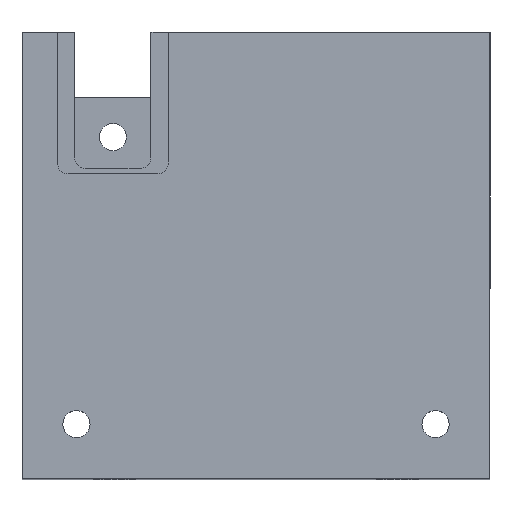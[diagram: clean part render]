
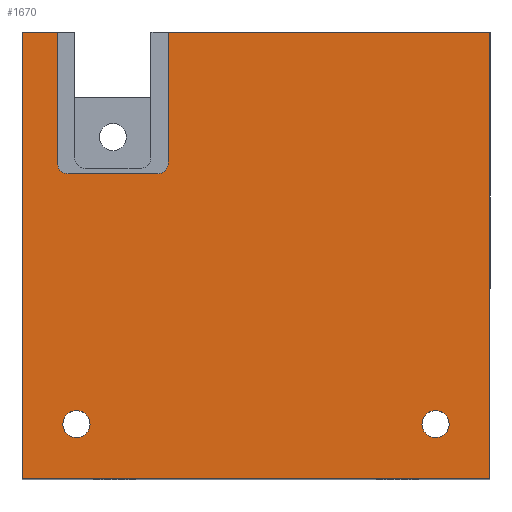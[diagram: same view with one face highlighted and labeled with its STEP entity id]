
A CAD part, top view. The second image highlights one B-rep face of the part: STEP entity #1670.
In plain terms, the highlighted planar face has unit normal (0, 0, 1).
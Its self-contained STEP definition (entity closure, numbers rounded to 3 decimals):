
#8 = VECTOR ( 'NONE', #877, 1000. ) ;
#14 = ORIENTED_EDGE ( 'NONE', *, *, #1024, .T. ) ;
#22 = VERTEX_POINT ( 'NONE', #1515 ) ;
#42 = DIRECTION ( 'NONE',  ( 1., 0., 0. ) ) ;
#55 = ORIENTED_EDGE ( 'NONE', *, *, #1112, .F. ) ;
#66 = LINE ( 'NONE', #1064, #116 ) ;
#116 = VECTOR ( 'NONE', #923, 1000. ) ;
#157 = ORIENTED_EDGE ( 'NONE', *, *, #1672, .F. ) ;
#169 = DIRECTION ( 'NONE',  ( 0., 0., 1. ) ) ;
#184 = VERTEX_POINT ( 'NONE', #1022 ) ;
#232 = CARTESIAN_POINT ( 'NONE',  ( -9.05, 6., 9. ) ) ;
#251 = CARTESIAN_POINT ( 'NONE',  ( -21.5, 19., 9. ) ) ;
#259 = CARTESIAN_POINT ( 'NONE',  ( 0., 0., 9. ) ) ;
#281 = PLANE ( 'NONE',  #1016 ) ;
#321 = CARTESIAN_POINT ( 'NONE',  ( -8.05, 19., 9. ) ) ;
#324 = LINE ( 'NONE', #754, #8 ) ;
#331 = ORIENTED_EDGE ( 'NONE', *, *, #1441, .F. ) ;
#347 = CIRCLE ( 'NONE', #1542, 1.25 ) ;
#362 = DIRECTION ( 'NONE',  ( 1., 0., 0. ) ) ;
#373 = EDGE_CURVE ( 'NONE', #1680, #1025, #558, .T. ) ;
#378 = CARTESIAN_POINT ( 'NONE',  ( 16.5, -17., 9. ) ) ;
#385 = DIRECTION ( 'NONE',  ( 1., 0., 0. ) ) ;
#408 = VERTEX_POINT ( 'NONE', #1410 ) ;
#422 = CARTESIAN_POINT ( 'NONE',  ( -17.75, -17., 9. ) ) ;
#441 = VERTEX_POINT ( 'NONE', #480 ) ;
#445 = VERTEX_POINT ( 'NONE', #232 ) ;
#452 = CARTESIAN_POINT ( 'NONE',  ( -15.25, -17., 9. ) ) ;
#462 = EDGE_CURVE ( 'NONE', #22, #445, #1125, .T. ) ;
#466 = FACE_BOUND ( 'NONE', #1134, .T. ) ;
#480 = CARTESIAN_POINT ( 'NONE',  ( -18.25, 19., 9. ) ) ;
#489 = VECTOR ( 'NONE', #1451, 1000. ) ;
#503 = EDGE_CURVE ( 'NONE', #632, #1501, #1405, .T. ) ;
#505 = VERTEX_POINT ( 'NONE', #251 ) ;
#509 = AXIS2_PLACEMENT_3D ( 'NONE', #838, #169, #42 ) ;
#515 = CARTESIAN_POINT ( 'NONE',  ( -21.5, 19., 9. ) ) ;
#517 = ORIENTED_EDGE ( 'NONE', *, *, #677, .F. ) ;
#520 = DIRECTION ( 'NONE',  ( 1., 0., 0. ) ) ;
#537 = CARTESIAN_POINT ( 'NONE',  ( 21.5, 19., 9. ) ) ;
#549 = CARTESIAN_POINT ( 'NONE',  ( -18.25, 19., 9. ) ) ;
#558 = CIRCLE ( 'NONE', #1088, 1.25 ) ;
#598 = ORIENTED_EDGE ( 'NONE', *, *, #462, .T. ) ;
#606 = CARTESIAN_POINT ( 'NONE',  ( 16.5, -17., 9. ) ) ;
#616 = CIRCLE ( 'NONE', #1477, 1.25 ) ;
#632 = VERTEX_POINT ( 'NONE', #1023 ) ;
#640 = LINE ( 'NONE', #321, #1172 ) ;
#666 = VERTEX_POINT ( 'NONE', #1284 ) ;
#675 = DIRECTION ( 'NONE',  ( 1., 0., 0. ) ) ;
#676 = CARTESIAN_POINT ( 'NONE',  ( -8.05, 19., 9. ) ) ;
#677 = EDGE_CURVE ( 'NONE', #1094, #1150, #347, .T. ) ;
#700 = DIRECTION ( 'NONE',  ( -1., 0., 0. ) ) ;
#710 = LINE ( 'NONE', #549, #1005 ) ;
#746 = LINE ( 'NONE', #537, #489 ) ;
#754 = CARTESIAN_POINT ( 'NONE',  ( -8.05, 6., 9. ) ) ;
#763 = CARTESIAN_POINT ( 'NONE',  ( -16.5, -17., 9. ) ) ;
#785 = EDGE_CURVE ( 'NONE', #441, #505, #1335, .T. ) ;
#799 = CARTESIAN_POINT ( 'NONE',  ( 15.25, -17., 9. ) ) ;
#801 = CARTESIAN_POINT ( 'NONE',  ( 17.75, -17., 9. ) ) ;
#803 = DIRECTION ( 'NONE',  ( 1., 0., 0. ) ) ;
#818 = VECTOR ( 'NONE', #700, 1000. ) ;
#822 = CARTESIAN_POINT ( 'NONE',  ( -21.5, 19., 9. ) ) ;
#832 = FACE_BOUND ( 'NONE', #932, .T. ) ;
#838 = CARTESIAN_POINT ( 'NONE',  ( -16.5, -17., 9. ) ) ;
#877 = DIRECTION ( 'NONE',  ( 1., 0., 0. ) ) ;
#889 = AXIS2_PLACEMENT_3D ( 'NONE', #1401, #895, #1185 ) ;
#895 = DIRECTION ( 'NONE',  ( 0., 0., -1. ) ) ;
#923 = DIRECTION ( 'NONE',  ( 0., -1., 0. ) ) ;
#931 = VECTOR ( 'NONE', #1281, 1000. ) ;
#932 = EDGE_LOOP ( 'NONE', ( #1704, #517 ) ) ;
#947 = ORIENTED_EDGE ( 'NONE', *, *, #1218, .T. ) ;
#1005 = VECTOR ( 'NONE', #1567, 1000. ) ;
#1016 = AXIS2_PLACEMENT_3D ( 'NONE', #259, #1191, #803 ) ;
#1020 = VECTOR ( 'NONE', #385, 1000. ) ;
#1022 = CARTESIAN_POINT ( 'NONE',  ( 21.5, 19., 9. ) ) ;
#1023 = CARTESIAN_POINT ( 'NONE',  ( -21.5, -22., 9. ) ) ;
#1024 = EDGE_CURVE ( 'NONE', #408, #666, #1291, .T. ) ;
#1025 = VERTEX_POINT ( 'NONE', #801 ) ;
#1045 = DIRECTION ( 'NONE',  ( 0., 0., 1. ) ) ;
#1064 = CARTESIAN_POINT ( 'NONE',  ( -21.5, 19., 9. ) ) ;
#1066 = DIRECTION ( 'NONE',  ( 0., 0., -1. ) ) ;
#1077 = CIRCLE ( 'NONE', #509, 1.25 ) ;
#1088 = AXIS2_PLACEMENT_3D ( 'NONE', #606, #1276, #1398 ) ;
#1094 = VERTEX_POINT ( 'NONE', #422 ) ;
#1097 = DIRECTION ( 'NONE',  ( 0., 1., 0. ) ) ;
#1112 = EDGE_CURVE ( 'NONE', #22, #1685, #640, .T. ) ;
#1121 = CARTESIAN_POINT ( 'NONE',  ( 21.5, -22., 9. ) ) ;
#1125 = CIRCLE ( 'NONE', #889, 1. ) ;
#1133 = ORIENTED_EDGE ( 'NONE', *, *, #1510, .F. ) ;
#1134 = EDGE_LOOP ( 'NONE', ( #1133, #1167 ) ) ;
#1150 = VERTEX_POINT ( 'NONE', #452 ) ;
#1167 = ORIENTED_EDGE ( 'NONE', *, *, #373, .F. ) ;
#1172 = VECTOR ( 'NONE', #1097, 1000. ) ;
#1185 = DIRECTION ( 'NONE',  ( 1., 0., 0. ) ) ;
#1191 = DIRECTION ( 'NONE',  ( 0., 0., 1. ) ) ;
#1203 = AXIS2_PLACEMENT_3D ( 'NONE', #1440, #1066, #675 ) ;
#1218 = EDGE_CURVE ( 'NONE', #1501, #184, #746, .T. ) ;
#1267 = EDGE_CURVE ( 'NONE', #1150, #1094, #1077, .T. ) ;
#1276 = DIRECTION ( 'NONE',  ( 0., 0., 1. ) ) ;
#1281 = DIRECTION ( 'NONE',  ( -1., 0., 0. ) ) ;
#1284 = CARTESIAN_POINT ( 'NONE',  ( -18.25, 7., 9. ) ) ;
#1285 = ORIENTED_EDGE ( 'NONE', *, *, #785, .T. ) ;
#1291 = CIRCLE ( 'NONE', #1203, 1. ) ;
#1311 = LINE ( 'NONE', #515, #931 ) ;
#1335 = LINE ( 'NONE', #822, #818 ) ;
#1398 = DIRECTION ( 'NONE',  ( 1., 0., 0. ) ) ;
#1401 = CARTESIAN_POINT ( 'NONE',  ( -9.05, 7., 9. ) ) ;
#1405 = LINE ( 'NONE', #1695, #1020 ) ;
#1410 = CARTESIAN_POINT ( 'NONE',  ( -17.25, 6., 9. ) ) ;
#1433 = FACE_OUTER_BOUND ( 'NONE', #1470, .T. ) ;
#1440 = CARTESIAN_POINT ( 'NONE',  ( -17.25, 7., 9. ) ) ;
#1441 = EDGE_CURVE ( 'NONE', #408, #445, #324, .T. ) ;
#1451 = DIRECTION ( 'NONE',  ( 0., 1., 0. ) ) ;
#1470 = EDGE_LOOP ( 'NONE', ( #55, #598, #331, #14, #157, #1285, #1474, #1618, #947, #1624 ) ) ;
#1474 = ORIENTED_EDGE ( 'NONE', *, *, #1661, .T. ) ;
#1477 = AXIS2_PLACEMENT_3D ( 'NONE', #378, #1045, #520 ) ;
#1501 = VERTEX_POINT ( 'NONE', #1121 ) ;
#1510 = EDGE_CURVE ( 'NONE', #1025, #1680, #616, .T. ) ;
#1515 = CARTESIAN_POINT ( 'NONE',  ( -8.05, 7., 9. ) ) ;
#1522 = EDGE_CURVE ( 'NONE', #184, #1685, #1311, .T. ) ;
#1542 = AXIS2_PLACEMENT_3D ( 'NONE', #763, #1660, #362 ) ;
#1567 = DIRECTION ( 'NONE',  ( 0., -1., 0. ) ) ;
#1618 = ORIENTED_EDGE ( 'NONE', *, *, #503, .T. ) ;
#1624 = ORIENTED_EDGE ( 'NONE', *, *, #1522, .T. ) ;
#1660 = DIRECTION ( 'NONE',  ( 0., 0., 1. ) ) ;
#1661 = EDGE_CURVE ( 'NONE', #505, #632, #66, .T. ) ;
#1670 = ADVANCED_FACE ( 'NONE', ( #1433, #466, #832 ), #281, .T. ) ;
#1672 = EDGE_CURVE ( 'NONE', #441, #666, #710, .T. ) ;
#1680 = VERTEX_POINT ( 'NONE', #799 ) ;
#1685 = VERTEX_POINT ( 'NONE', #676 ) ;
#1695 = CARTESIAN_POINT ( 'NONE',  ( -21.5, -22., 9. ) ) ;
#1704 = ORIENTED_EDGE ( 'NONE', *, *, #1267, .F. ) ;
